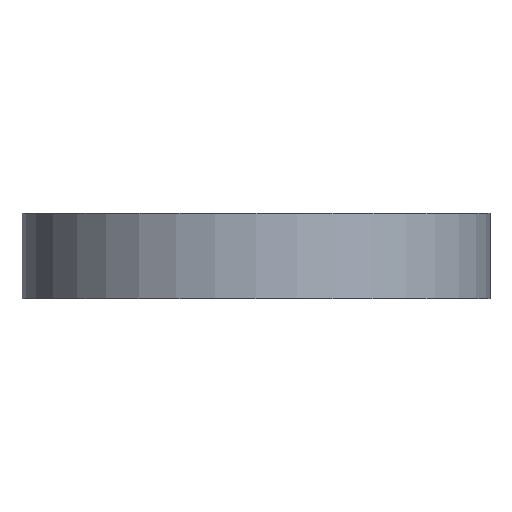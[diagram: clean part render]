
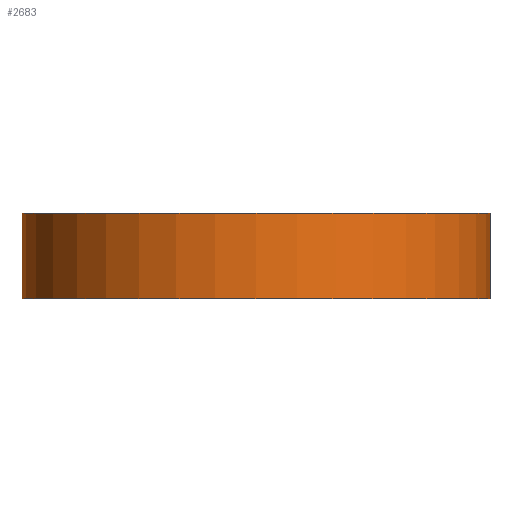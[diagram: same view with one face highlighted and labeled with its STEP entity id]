
A CAD part, front view. The second image highlights one B-rep face of the part: STEP entity #2683.
In plain terms, the highlighted cylindrical face has radius 32.8 mm (diameter 65.6 mm), a full revolution.
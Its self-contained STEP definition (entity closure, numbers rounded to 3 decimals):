
#241=FACE_OUTER_BOUND('',#393,.T.);
#393=EDGE_LOOP('',(#1730,#1731,#1732,#1733));
#546=LINE('',#3682,#693);
#693=VECTOR('',#3078,32.8);
#841=CIRCLE('',#2838,32.8);
#842=CIRCLE('',#2840,32.8);
#991=VERTEX_POINT('',#3678);
#992=VERTEX_POINT('',#3681);
#1286=EDGE_CURVE('',#991,#991,#841,.T.);
#1287=EDGE_CURVE('',#991,#992,#546,.T.);
#1288=EDGE_CURVE('',#992,#992,#842,.T.);
#1730=ORIENTED_EDGE('',*,*,#1286,.F.);
#1731=ORIENTED_EDGE('',*,*,#1287,.T.);
#1732=ORIENTED_EDGE('',*,*,#1288,.F.);
#1733=ORIENTED_EDGE('',*,*,#1287,.F.);
#2607=CYLINDRICAL_SURFACE('',#2839,32.8);
#2683=ADVANCED_FACE('',(#241),#2607,.T.);
#2838=AXIS2_PLACEMENT_3D('',#3679,#3074,#3075);
#2839=AXIS2_PLACEMENT_3D('',#3680,#3076,#3077);
#2840=AXIS2_PLACEMENT_3D('',#3683,#3079,#3080);
#3074=DIRECTION('center_axis',(0.,0.,1.));
#3075=DIRECTION('ref_axis',(1.,0.,0.));
#3076=DIRECTION('center_axis',(0.,0.,1.));
#3077=DIRECTION('ref_axis',(1.,0.,0.));
#3078=DIRECTION('',(0.,0.,-1.));
#3079=DIRECTION('center_axis',(0.,0.,-1.));
#3080=DIRECTION('ref_axis',(1.,0.,0.));
#3678=CARTESIAN_POINT('',(-32.8,0.,1.5));
#3679=CARTESIAN_POINT('Origin',(0.,0.,1.5));
#3680=CARTESIAN_POINT('Origin',(0.,0.,-10.5));
#3681=CARTESIAN_POINT('',(-32.8,0.,-10.5));
#3682=CARTESIAN_POINT('',(-32.8,0.,-10.5));
#3683=CARTESIAN_POINT('Origin',(0.,0.,-10.5));
